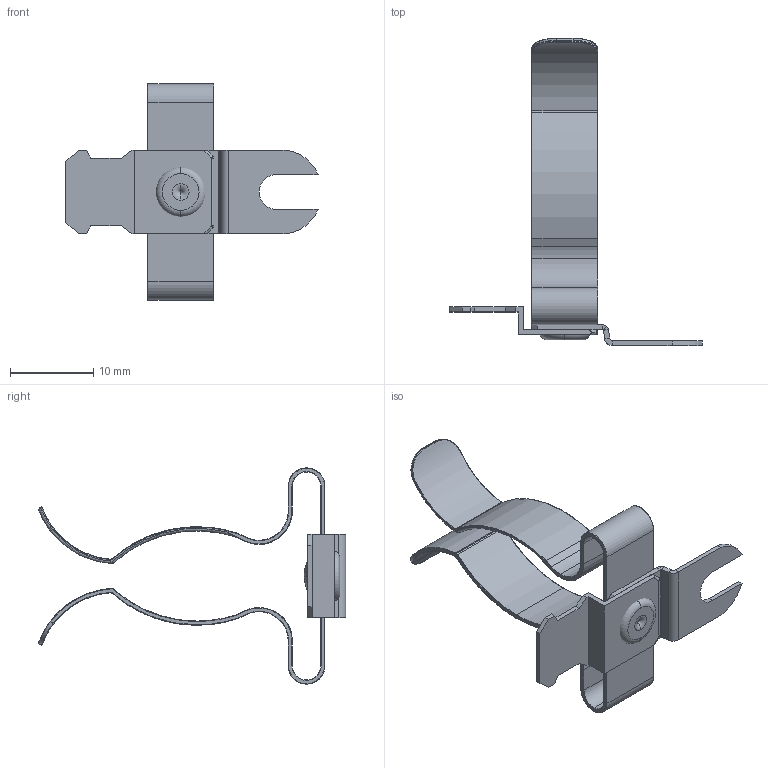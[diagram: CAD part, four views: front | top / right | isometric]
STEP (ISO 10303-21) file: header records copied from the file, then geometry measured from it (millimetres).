
FILE_DESCRIPTION (( 'STEP AP214' ), '1' );
FILE_NAME ('1022-536.STEP', '2024-03-20T10:34:01', ( '' ), ( '' ), 'SwSTEP 2.0', 'SolidWorks 2022', '' );
FILE_SCHEMA (( 'AUTOMOTIVE_DESIGN' ));
Length unit declared in the file: millimetre
Products named in the file (5): 1022-062.Kunde; 1010-017; 3x1,5_1,5mm Blechstärke; 1022-536; 1022-052 .
Assembly tree (4 placements, depth 2):
  1022-536
    1022-052 .
    1022-062.Kunde
    1010-017
    3x1,5_1,5mm Blechstärke
Bounding box: 30.33 x 36.99 x 26.02 mm (x, y, z)
Volume: 717.9 mm3; surface area: 2829.3 mm2
Topology: 4 solids, 4 shells, 327 faces, 804 edges, 491 vertices
Faces by surface type: plane 132, bspline 97, cylinder 89, sphere 5, torus 4
Entity records: 14388 total; most frequent: CARTESIAN_POINT 5480, ORIENTED_EDGE 1594, DIRECTION 1364, EDGE_CURVE 797, VERTEX_POINT 491, AXIS2_PLACEMENT_3D 463, VECTOR 438, LINE 438
